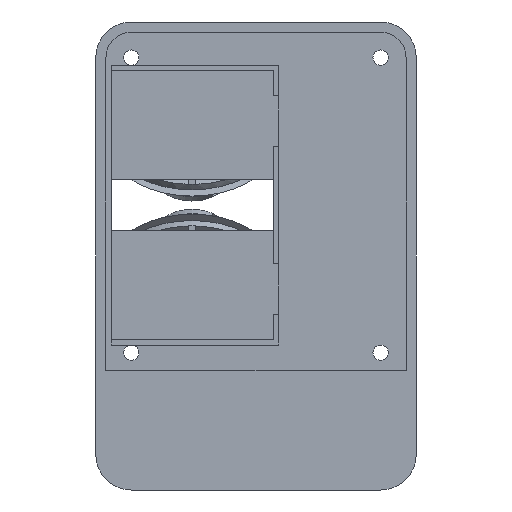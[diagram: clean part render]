
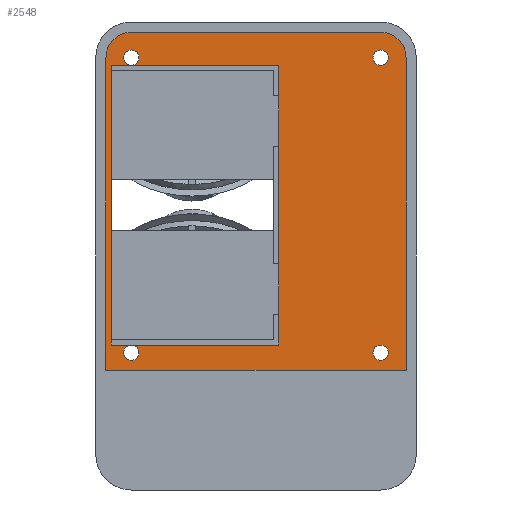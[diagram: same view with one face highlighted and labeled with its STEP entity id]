
A CAD part, front view. The second image highlights one B-rep face of the part: STEP entity #2548.
In plain terms, the highlighted planar face has unit normal (0, -1, 0).
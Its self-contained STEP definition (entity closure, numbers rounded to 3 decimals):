
#84=FACE_BOUND('',#449,.T.);
#85=FACE_BOUND('',#450,.T.);
#86=FACE_BOUND('',#451,.T.);
#158=CIRCLE('',#2787,5.);
#159=CIRCLE('',#2788,5.);
#160=CIRCLE('',#2789,1.5);
#161=CIRCLE('',#2790,1.5);
#162=CIRCLE('',#2791,1.5);
#163=CIRCLE('',#2792,1.5);
#164=CIRCLE('',#2793,1.5);
#165=CIRCLE('',#2794,1.5);
#288=FACE_OUTER_BOUND('',#448,.T.);
#448=EDGE_LOOP('',(#2155,#2156,#2157,#2158,#2159,#2160));
#449=EDGE_LOOP('',(#2161));
#450=EDGE_LOOP('',(#2162));
#451=EDGE_LOOP('',(#2163,#2164,#2165,#2166,#2167,#2168,#2169,#2170,#2171,
#2172,#2173,#2174));
#714=LINE('',#4180,#984);
#715=LINE('',#4182,#985);
#716=LINE('',#4186,#986);
#717=LINE('',#4189,#987);
#718=LINE('',#4195,#988);
#719=LINE('',#4196,#989);
#720=LINE('',#4198,#990);
#721=LINE('',#4200,#991);
#722=LINE('',#4205,#992);
#723=LINE('',#4207,#993);
#724=LINE('',#4209,#994);
#725=LINE('',#4213,#995);
#984=VECTOR('',#3424,10.);
#985=VECTOR('',#3425,10.);
#986=VECTOR('',#3428,10.);
#987=VECTOR('',#3431,10.);
#988=VECTOR('',#3436,10.);
#989=VECTOR('',#3437,10.);
#990=VECTOR('',#3438,10.);
#991=VECTOR('',#3439,10.);
#992=VECTOR('',#3444,10.);
#993=VECTOR('',#3445,10.);
#994=VECTOR('',#3446,10.);
#995=VECTOR('',#3451,10.);
#1182=VERTEX_POINT('',#4052);
#1184=VERTEX_POINT('',#4058);
#1221=VERTEX_POINT('',#4178);
#1222=VERTEX_POINT('',#4179);
#1223=VERTEX_POINT('',#4181);
#1224=VERTEX_POINT('',#4183);
#1225=VERTEX_POINT('',#4185);
#1226=VERTEX_POINT('',#4187);
#1227=VERTEX_POINT('',#4190);
#1228=VERTEX_POINT('',#4192);
#1229=VERTEX_POINT('',#4194);
#1230=VERTEX_POINT('',#4197);
#1231=VERTEX_POINT('',#4199);
#1232=VERTEX_POINT('',#4201);
#1233=VERTEX_POINT('',#4204);
#1234=VERTEX_POINT('',#4206);
#1235=VERTEX_POINT('',#4208);
#1236=VERTEX_POINT('',#4210);
#1548=EDGE_CURVE('',#1221,#1222,#714,.T.);
#1549=EDGE_CURVE('',#1222,#1223,#715,.T.);
#1550=EDGE_CURVE('',#1223,#1224,#158,.T.);
#1551=EDGE_CURVE('',#1224,#1225,#716,.T.);
#1552=EDGE_CURVE('',#1225,#1226,#159,.T.);
#1553=EDGE_CURVE('',#1226,#1221,#717,.T.);
#1554=EDGE_CURVE('',#1227,#1227,#160,.T.);
#1555=EDGE_CURVE('',#1228,#1228,#161,.T.);
#1556=EDGE_CURVE('',#1229,#1184,#718,.T.);
#1557=EDGE_CURVE('',#1184,#1182,#719,.T.);
#1558=EDGE_CURVE('',#1182,#1230,#720,.T.);
#1559=EDGE_CURVE('',#1230,#1231,#721,.T.);
#1560=EDGE_CURVE('',#1231,#1232,#162,.T.);
#1561=EDGE_CURVE('',#1232,#1231,#163,.T.);
#1562=EDGE_CURVE('',#1231,#1233,#722,.T.);
#1563=EDGE_CURVE('',#1233,#1234,#723,.T.);
#1564=EDGE_CURVE('',#1234,#1235,#724,.T.);
#1565=EDGE_CURVE('',#1235,#1236,#164,.T.);
#1566=EDGE_CURVE('',#1236,#1235,#165,.T.);
#1567=EDGE_CURVE('',#1235,#1229,#725,.T.);
#2155=ORIENTED_EDGE('',*,*,#1548,.T.);
#2156=ORIENTED_EDGE('',*,*,#1549,.T.);
#2157=ORIENTED_EDGE('',*,*,#1550,.T.);
#2158=ORIENTED_EDGE('',*,*,#1551,.T.);
#2159=ORIENTED_EDGE('',*,*,#1552,.T.);
#2160=ORIENTED_EDGE('',*,*,#1553,.T.);
#2161=ORIENTED_EDGE('',*,*,#1554,.T.);
#2162=ORIENTED_EDGE('',*,*,#1555,.T.);
#2163=ORIENTED_EDGE('',*,*,#1556,.T.);
#2164=ORIENTED_EDGE('',*,*,#1557,.T.);
#2165=ORIENTED_EDGE('',*,*,#1558,.T.);
#2166=ORIENTED_EDGE('',*,*,#1559,.T.);
#2167=ORIENTED_EDGE('',*,*,#1560,.T.);
#2168=ORIENTED_EDGE('',*,*,#1561,.T.);
#2169=ORIENTED_EDGE('',*,*,#1562,.T.);
#2170=ORIENTED_EDGE('',*,*,#1563,.T.);
#2171=ORIENTED_EDGE('',*,*,#1564,.T.);
#2172=ORIENTED_EDGE('',*,*,#1565,.T.);
#2173=ORIENTED_EDGE('',*,*,#1566,.T.);
#2174=ORIENTED_EDGE('',*,*,#1567,.T.);
#2419=PLANE('',#2786);
#2548=ADVANCED_FACE('',(#288,#84,#85,#86),#2419,.F.);
#2786=AXIS2_PLACEMENT_3D('',#4177,#3422,#3423);
#2787=AXIS2_PLACEMENT_3D('',#4184,#3426,#3427);
#2788=AXIS2_PLACEMENT_3D('',#4188,#3429,#3430);
#2789=AXIS2_PLACEMENT_3D('',#4191,#3432,#3433);
#2790=AXIS2_PLACEMENT_3D('',#4193,#3434,#3435);
#2791=AXIS2_PLACEMENT_3D('',#4202,#3440,#3441);
#2792=AXIS2_PLACEMENT_3D('',#4203,#3442,#3443);
#2793=AXIS2_PLACEMENT_3D('',#4211,#3447,#3448);
#2794=AXIS2_PLACEMENT_3D('',#4212,#3449,#3450);
#3422=DIRECTION('center_axis',(0.,1.,0.));
#3423=DIRECTION('ref_axis',(0.,0.,1.));
#3424=DIRECTION('',(1.,0.,0.));
#3425=DIRECTION('',(0.,0.,1.));
#3426=DIRECTION('center_axis',(0.,-1.,0.));
#3427=DIRECTION('ref_axis',(0.,0.,1.));
#3428=DIRECTION('',(-1.,0.,0.));
#3429=DIRECTION('center_axis',(0.,-1.,0.));
#3430=DIRECTION('ref_axis',(-1.,0.,0.));
#3431=DIRECTION('',(0.,0.,-1.));
#3432=DIRECTION('center_axis',(0.,1.,0.));
#3433=DIRECTION('ref_axis',(1.,0.,0.));
#3434=DIRECTION('center_axis',(0.,1.,0.));
#3435=DIRECTION('ref_axis',(1.,0.,0.));
#3436=DIRECTION('',(0.,0.,1.));
#3437=DIRECTION('',(0.,0.,1.));
#3438=DIRECTION('',(0.,0.,1.));
#3439=DIRECTION('',(1.,0.,0.));
#3440=DIRECTION('center_axis',(0.,1.,0.));
#3441=DIRECTION('ref_axis',(1.,0.,0.));
#3442=DIRECTION('center_axis',(0.,1.,0.));
#3443=DIRECTION('ref_axis',(1.,0.,0.));
#3444=DIRECTION('',(1.,0.,0.));
#3445=DIRECTION('',(0.,0.,-1.));
#3446=DIRECTION('',(-1.,0.,0.));
#3447=DIRECTION('center_axis',(0.,1.,0.));
#3448=DIRECTION('ref_axis',(1.,0.,0.));
#3449=DIRECTION('center_axis',(0.,1.,0.));
#3450=DIRECTION('ref_axis',(1.,0.,0.));
#3451=DIRECTION('',(-1.,0.,0.));
#4052=CARTESIAN_POINT('',(0.,-1.5,-27.));
#4058=CARTESIAN_POINT('',(0.,-1.5,-39.));
#4177=CARTESIAN_POINT('Origin',(4.,-1.5,-4.));
#4178=CARTESIAN_POINT('',(-1.,-1.5,-65.5));
#4179=CARTESIAN_POINT('',(58.,-1.5,-65.5));
#4180=CARTESIAN_POINT('',(1.5,-1.5,-65.5));
#4181=CARTESIAN_POINT('',(58.,-1.5,-4.));
#4182=CARTESIAN_POINT('',(58.,-1.5,-4.));
#4183=CARTESIAN_POINT('',(53.,-1.5,1.));
#4184=CARTESIAN_POINT('Origin',(53.,-1.5,-4.));
#4185=CARTESIAN_POINT('',(4.,-1.5,1.));
#4186=CARTESIAN_POINT('',(4.,-1.5,1.));
#4187=CARTESIAN_POINT('',(-1.,-1.5,-4.));
#4188=CARTESIAN_POINT('Origin',(4.,-1.5,-4.));
#4189=CARTESIAN_POINT('',(-1.,-1.5,-82.));
#4190=CARTESIAN_POINT('',(51.5,-1.5,-62.));
#4191=CARTESIAN_POINT('Origin',(53.,-1.5,-62.));
#4192=CARTESIAN_POINT('',(51.5,-1.5,-4.));
#4193=CARTESIAN_POINT('Origin',(53.,-1.5,-4.));
#4194=CARTESIAN_POINT('',(0.,-1.5,-60.5));
#4195=CARTESIAN_POINT('',(0.,-1.5,-31.75));
#4196=CARTESIAN_POINT('',(0.,-1.5,-31.75));
#4197=CARTESIAN_POINT('',(0.,-1.5,-5.5));
#4198=CARTESIAN_POINT('',(0.,-1.5,-5.25));
#4199=CARTESIAN_POINT('',(4.,-1.5,-5.5));
#4200=CARTESIAN_POINT('',(18.5,-1.5,-5.5));
#4201=CARTESIAN_POINT('',(2.5,-1.5,-4.));
#4202=CARTESIAN_POINT('Origin',(4.,-1.5,-4.));
#4203=CARTESIAN_POINT('Origin',(4.,-1.5,-4.));
#4204=CARTESIAN_POINT('',(33.,-1.5,-5.5));
#4205=CARTESIAN_POINT('',(18.5,-1.5,-5.5));
#4206=CARTESIAN_POINT('',(33.,-1.5,-60.5));
#4207=CARTESIAN_POINT('',(33.,-1.5,-29.25));
#4208=CARTESIAN_POINT('',(4.,-1.5,-60.5));
#4209=CARTESIAN_POINT('',(2.,-1.5,-60.5));
#4210=CARTESIAN_POINT('',(2.5,-1.5,-62.));
#4211=CARTESIAN_POINT('Origin',(4.,-1.5,-62.));
#4212=CARTESIAN_POINT('Origin',(4.,-1.5,-62.));
#4213=CARTESIAN_POINT('',(2.,-1.5,-60.5));
